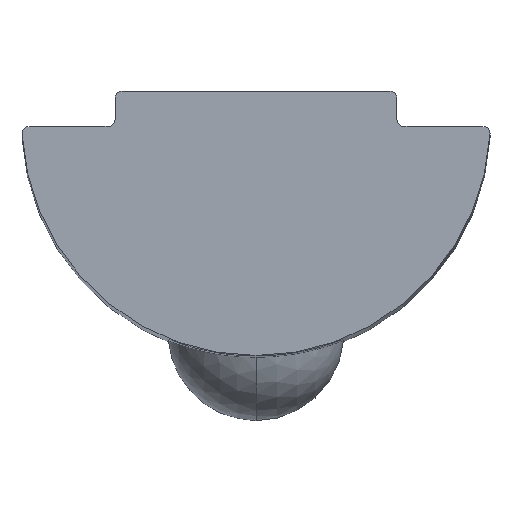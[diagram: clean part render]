
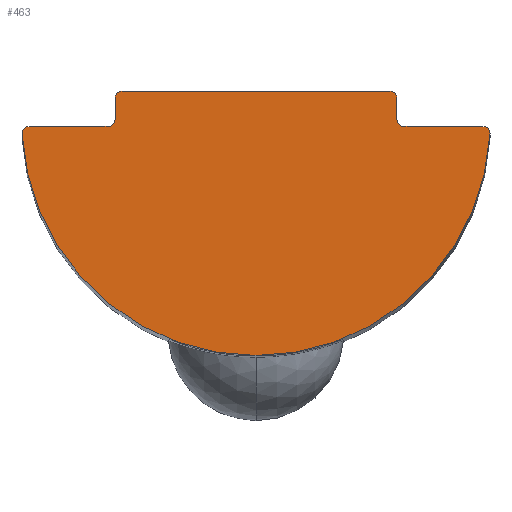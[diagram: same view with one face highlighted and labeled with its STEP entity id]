
A CAD part, top view. The second image highlights one B-rep face of the part: STEP entity #463.
In plain terms, the highlighted planar face has unit normal (0, 0, 1).
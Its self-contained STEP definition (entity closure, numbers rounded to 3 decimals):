
#3 = CARTESIAN_POINT ( 'NONE',  ( 4., 1., 60. ) ) ;
#12 = DIRECTION ( 'NONE',  ( -1., 0., 0. ) ) ;
#13 = CARTESIAN_POINT ( 'NONE',  ( 4., 0., 60. ) ) ;
#91 = DIRECTION ( 'NONE',  ( 1., 0., 0. ) ) ;
#114 = DIRECTION ( 'NONE',  ( 0., 0., 1. ) ) ;
#130 = PLANE ( 'NONE',  #856 ) ;
#149 = DIRECTION ( 'NONE',  ( 1., 0., 0. ) ) ;
#150 = DIRECTION ( 'NONE',  ( 0., 0., 1. ) ) ;
#151 = CARTESIAN_POINT ( 'NONE',  ( 0., 0.152, 60. ) ) ;
#158 = DIRECTION ( 'NONE',  ( 1., 0., 0. ) ) ;
#159 = DIRECTION ( 'NONE',  ( 0., 0., 1. ) ) ;
#160 = CARTESIAN_POINT ( 'NONE',  ( -6.442, -0.2, 60. ) ) ;
#162 = CARTESIAN_POINT ( 'NONE',  ( 0., 0.152, 60. ) ) ;
#315 = CARTESIAN_POINT ( 'NONE',  ( -4.2, 0., 60. ) ) ;
#316 = CARTESIAN_POINT ( 'NONE',  ( -6.442, 0., 60. ) ) ;
#320 = CARTESIAN_POINT ( 'NONE',  ( -3.8, 1., 60. ) ) ;
#321 = CARTESIAN_POINT ( 'NONE',  ( 4., 0.2, 60. ) ) ;
#322 = CARTESIAN_POINT ( 'NONE',  ( 4., 0.8, 60. ) ) ;
#324 = CARTESIAN_POINT ( 'NONE',  ( -4., 0.2, 60. ) ) ;
#326 = CARTESIAN_POINT ( 'NONE',  ( -6.642, -0.2, 60. ) ) ;
#328 = CARTESIAN_POINT ( 'NONE',  ( -4., 0.8, 60. ) ) ;
#327 = CARTESIAN_POINT ( 'NONE',  ( -6.65, 0., 60. ) ) ;
#333 = CARTESIAN_POINT ( 'NONE',  ( 6.642, -0.211, 60. ) ) ;
#335 = CARTESIAN_POINT ( 'NONE',  ( 4.2, 0., 60. ) ) ;
#343 = CARTESIAN_POINT ( 'NONE',  ( 6.442, 0., 60. ) ) ;
#348 = CARTESIAN_POINT ( 'NONE',  ( 3.8, 1., 60. ) ) ;
#353 = CARTESIAN_POINT ( 'NONE',  ( -6.642, -0.211, 60. ) ) ;
#362 = DIRECTION ( 'NONE',  ( 0., 1., 0. ) ) ;
#370 = DIRECTION ( 'NONE',  ( 0., -1., 0. ) ) ;
#371 = CARTESIAN_POINT ( 'NONE',  ( -4., 0., 60. ) ) ;
#378 = DIRECTION ( 'NONE',  ( -1., 0., 0. ) ) ;
#379 = CARTESIAN_POINT ( 'NONE',  ( -4., 1., 60. ) ) ;
#391 = DIRECTION ( 'NONE',  ( -1., 0., 0. ) ) ;
#433 = DIRECTION ( 'NONE',  ( 1., 0., 0. ) ) ;
#434 = DIRECTION ( 'NONE',  ( 0., 0., 1. ) ) ;
#435 = CARTESIAN_POINT ( 'NONE',  ( 3.8, 0.8, 60. ) ) ;
#436 = DIRECTION ( 'NONE',  ( 1., 0., 0. ) ) ;
#437 = DIRECTION ( 'NONE',  ( 0., 0., -1. ) ) ;
#438 = CARTESIAN_POINT ( 'NONE',  ( 4.2, 0.2, 60. ) ) ;
#439 = DIRECTION ( 'NONE',  ( 1., 0., 0. ) ) ;
#440 = DIRECTION ( 'NONE',  ( 0., 0., 1. ) ) ;
#441 = CARTESIAN_POINT ( 'NONE',  ( 6.442, -0.2, 60. ) ) ;
#442 = DIRECTION ( 'NONE',  ( 1., 0., 0. ) ) ;
#443 = DIRECTION ( 'NONE',  ( 0., 0., 1. ) ) ;
#444 = CARTESIAN_POINT ( 'NONE',  ( -6.442, -0.2, 60. ) ) ;
#445 = DIRECTION ( 'NONE',  ( 1., 0., 0. ) ) ;
#446 = DIRECTION ( 'NONE',  ( 0., 0., -1. ) ) ;
#447 = CARTESIAN_POINT ( 'NONE',  ( -4.2, 0.2, 60. ) ) ;
#448 = DIRECTION ( 'NONE',  ( 1., 0., 0. ) ) ;
#449 = DIRECTION ( 'NONE',  ( 0., 0., 1. ) ) ;
#450 = CARTESIAN_POINT ( 'NONE',  ( -3.8, 0.8, 60. ) ) ;
#463 = ADVANCED_FACE ( 'NONE', ( #572 ), #130, .T. ) ;
#484 = VERTEX_POINT ( 'NONE', #353 ) ;
#517 = VERTEX_POINT ( 'NONE', #348 ) ;
#524 = CIRCLE ( 'NONE', #826, 0.2 ) ;
#525 = CIRCLE ( 'NONE', #827, 0.2 ) ;
#526 = CIRCLE ( 'NONE', #828, 0.2 ) ;
#527 = CIRCLE ( 'NONE', #829, 0.2 ) ;
#528 = CIRCLE ( 'NONE', #830, 0.2 ) ;
#530 = CIRCLE ( 'NONE', #831, 0.2 ) ;
#534 = VECTOR ( 'NONE', #391, 1000. ) ;
#537 = LINE ( 'NONE', #327, #534 ) ;
#538 = VECTOR ( 'NONE', #370, 1000. ) ;
#541 = LINE ( 'NONE', #371, #538 ) ;
#546 = VECTOR ( 'NONE', #378, 1000. ) ;
#549 = LINE ( 'NONE', #379, #546 ) ;
#556 = VECTOR ( 'NONE', #362, 1000. ) ;
#560 = LINE ( 'NONE', #3, #556 ) ;
#566 = VECTOR ( 'NONE', #12, 1000. ) ;
#569 = LINE ( 'NONE', #13, #566 ) ;
#572 = FACE_OUTER_BOUND ( 'NONE', #729, .T. ) ;
#576 = ORIENTED_EDGE ( 'NONE', *, *, #911, .T. ) ;
#588 = CIRCLE ( 'NONE', #835, 6.652 ) ;
#601 = CIRCLE ( 'NONE', #838, 0.2 ) ;
#630 = ORIENTED_EDGE ( 'NONE', *, *, #905, .T. ) ;
#634 = ORIENTED_EDGE ( 'NONE', *, *, #910, .T. ) ;
#656 = ORIENTED_EDGE ( 'NONE', *, *, #899, .T. ) ;
#680 = VERTEX_POINT ( 'NONE', #343 ) ;
#691 = VERTEX_POINT ( 'NONE', #335 ) ;
#693 = VERTEX_POINT ( 'NONE', #333 ) ;
#694 = ORIENTED_EDGE ( 'NONE', *, *, #903, .T. ) ;
#696 = ORIENTED_EDGE ( 'NONE', *, *, #909, .T. ) ;
#702 = VERTEX_POINT ( 'NONE', #326 ) ;
#705 = VERTEX_POINT ( 'NONE', #324 ) ;
#707 = VERTEX_POINT ( 'NONE', #328 ) ;
#708 = VERTEX_POINT ( 'NONE', #322 ) ;
#710 = VERTEX_POINT ( 'NONE', #321 ) ;
#711 = VERTEX_POINT ( 'NONE', #320 ) ;
#715 = VERTEX_POINT ( 'NONE', #316 ) ;
#716 = VERTEX_POINT ( 'NONE', #315 ) ;
#717 = ORIENTED_EDGE ( 'NONE', *, *, #877, .T. ) ;
#729 = EDGE_LOOP ( 'NONE', ( #656, #696, #694, #634, #630, #576, #717, #794, #793, #800, #772, #750, #778 ) ) ;
#750 = ORIENTED_EDGE ( 'NONE', *, *, #893, .T. ) ;
#772 = ORIENTED_EDGE ( 'NONE', *, *, #913, .T. ) ;
#778 = ORIENTED_EDGE ( 'NONE', *, *, #914, .T. ) ;
#793 = ORIENTED_EDGE ( 'NONE', *, *, #912, .T. ) ;
#794 = ORIENTED_EDGE ( 'NONE', *, *, #881, .T. ) ;
#800 = ORIENTED_EDGE ( 'NONE', *, *, #889, .T. ) ;
#826 = AXIS2_PLACEMENT_3D ( 'NONE', #435, #434, #433 ) ;
#827 = AXIS2_PLACEMENT_3D ( 'NONE', #438, #437, #436 ) ;
#828 = AXIS2_PLACEMENT_3D ( 'NONE', #441, #440, #439 ) ;
#829 = AXIS2_PLACEMENT_3D ( 'NONE', #444, #443, #442 ) ;
#830 = AXIS2_PLACEMENT_3D ( 'NONE', #447, #446, #445 ) ;
#831 = AXIS2_PLACEMENT_3D ( 'NONE', #450, #449, #448 ) ;
#835 = AXIS2_PLACEMENT_3D ( 'NONE', #151, #150, #149 ) ;
#838 = AXIS2_PLACEMENT_3D ( 'NONE', #160, #159, #158 ) ;
#856 = AXIS2_PLACEMENT_3D ( 'NONE', #162, #114, #91 ) ;
#877 = EDGE_CURVE ( 'NONE', #702, #484, #601, .T. ) ;
#881 = EDGE_CURVE ( 'NONE', #484, #693, #588, .T. ) ;
#889 = EDGE_CURVE ( 'NONE', #680, #691, #569, .T. ) ;
#893 = EDGE_CURVE ( 'NONE', #710, #708, #560, .T. ) ;
#899 = EDGE_CURVE ( 'NONE', #517, #711, #549, .T. ) ;
#903 = EDGE_CURVE ( 'NONE', #707, #705, #541, .T. ) ;
#905 = EDGE_CURVE ( 'NONE', #716, #715, #537, .T. ) ;
#909 = EDGE_CURVE ( 'NONE', #711, #707, #530, .T. ) ;
#910 = EDGE_CURVE ( 'NONE', #705, #716, #528, .T. ) ;
#911 = EDGE_CURVE ( 'NONE', #715, #702, #527, .T. ) ;
#912 = EDGE_CURVE ( 'NONE', #693, #680, #526, .T. ) ;
#913 = EDGE_CURVE ( 'NONE', #691, #710, #525, .T. ) ;
#914 = EDGE_CURVE ( 'NONE', #708, #517, #524, .T. ) ;
